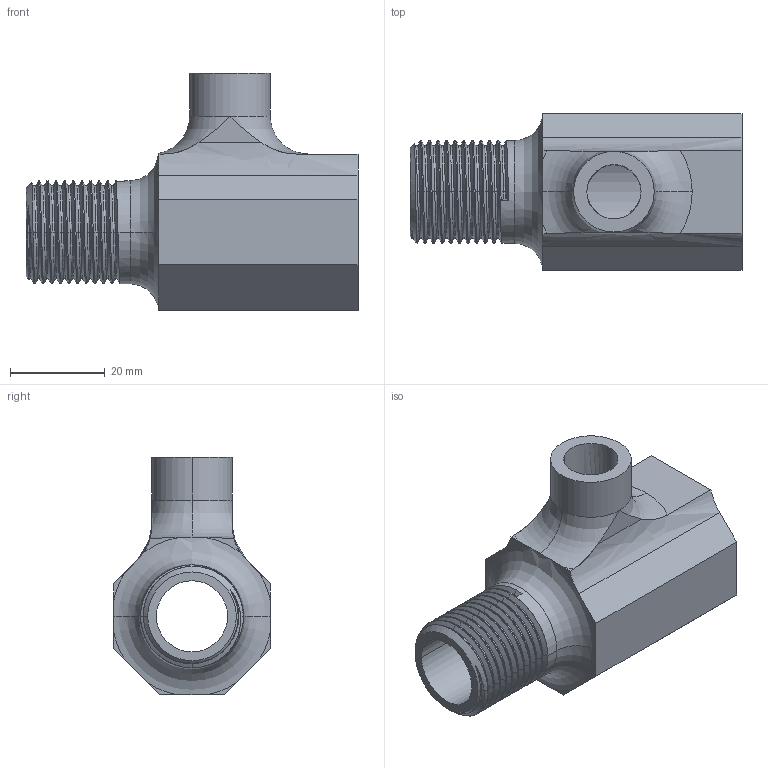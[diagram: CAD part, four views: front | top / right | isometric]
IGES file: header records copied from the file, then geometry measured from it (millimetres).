
Start section: START RECORD GO HERE.
Global section: file name: T HP V2.igs; native system: DASSAULT SYSTEMES CATIA V5 R20 - www.3ds.com; preprocessor: CATIA Version 5 Release 20 ; author: Utilisateur; organization: Bureau-PC; date: 20220707.205955; units: millimetre
Bounding box: 70 x 33 x 50 mm (x, y, z)
Surface area: 14197.9 mm2 (no closed solid volume)
Topology: 0 solids, 0 shells, 200 faces, 918 edges, 919 vertices
Faces by surface type: bspline 134, revolution 42, plane 24
